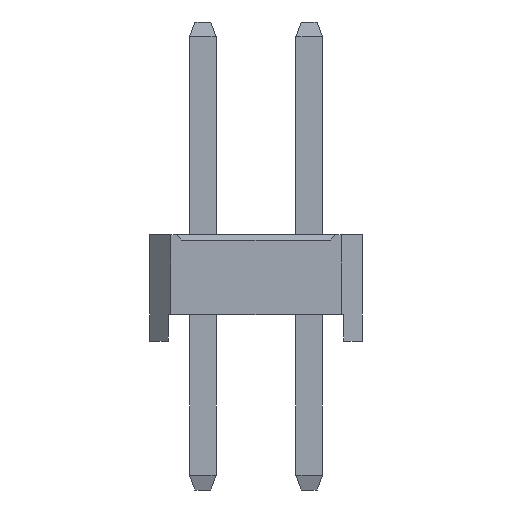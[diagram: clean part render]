
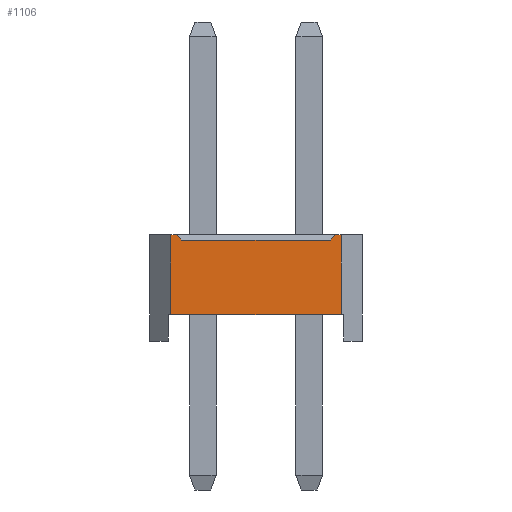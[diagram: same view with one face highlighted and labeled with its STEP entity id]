
A CAD part, left-side view. The second image highlights one B-rep face of the part: STEP entity #1106.
In plain terms, the highlighted planar face has unit normal (-1, 0, 0).
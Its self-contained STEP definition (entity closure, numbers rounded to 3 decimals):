
#1106=ADVANCED_FACE('',(#4604),#4606,.T.);
#4604=FACE_BOUND('',#4605,.T.);
#4605=EDGE_LOOP('',(#7355,#7356,#7357,#7358,#7359,#7360,#7361,#7362));
#4606=PLANE('',#4607);
#4607=AXIS2_PLACEMENT_3D('',#4608,#4609,#4610);
#4608=CARTESIAN_POINT('',(-1.,2.6,0.));
#4609=DIRECTION('',(-1.,0.,0.));
#4610=DIRECTION('',(0.,-1.,0.));
#7355=ORIENTED_EDGE('',*,*,#9058,.F.);
#7356=ORIENTED_EDGE('',*,*,#9059,.T.);
#7357=ORIENTED_EDGE('',*,*,#9060,.F.);
#7358=ORIENTED_EDGE('',*,*,#8701,.F.);
#7359=ORIENTED_EDGE('',*,*,#9061,.F.);
#7360=ORIENTED_EDGE('',*,*,#8564,.T.);
#7361=ORIENTED_EDGE('',*,*,#9057,.T.);
#7362=ORIENTED_EDGE('',*,*,#8705,.F.);
#8564=EDGE_CURVE('',#9535,#9533,#9536,.T.);
#8701=EDGE_CURVE('',#9807,#9809,#9810,.T.);
#8705=EDGE_CURVE('',#9815,#9817,#9818,.T.);
#9057=EDGE_CURVE('',#9533,#9817,#10404,.T.);
#9058=EDGE_CURVE('',#10405,#9815,#10406,.F.);
#9059=EDGE_CURVE('',#10405,#10407,#10408,.T.);
#9060=EDGE_CURVE('',#9809,#10407,#10409,.F.);
#9061=EDGE_CURVE('',#9535,#9807,#10410,.T.);
#9533=VERTEX_POINT('',#11106);
#9535=VERTEX_POINT('',#11110);
#9536=LINE('',#11111,#11112);
#9807=VERTEX_POINT('',#11654);
#9809=VERTEX_POINT('',#11658);
#9810=LINE('',#11659,#11660);
#9815=VERTEX_POINT('',#11670);
#9817=VERTEX_POINT('',#11674);
#9818=LINE('',#11675,#11676);
#10404=LINE('',#12965,#12966);
#10405=VERTEX_POINT('',#12968);
#10406=LINE('',#12969,#12970);
#10407=VERTEX_POINT('',#12972);
#10408=LINE('',#12973,#12974);
#10409=LINE('',#12976,#12977);
#10410=LINE('',#12979,#12980);
#11106=CARTESIAN_POINT('',(-1.,-0.6,0.5));
#11110=CARTESIAN_POINT('',(-1.,2.6,0.5));
#11111=CARTESIAN_POINT('',(-1.,2.6,0.5));
#11112=VECTOR('',#11113,1.);
#11113=DIRECTION('',(0.,-1.,0.));
#11654=CARTESIAN_POINT('',(-1.,2.6,2.));
#11658=CARTESIAN_POINT('',(-1.,2.5,2.));
#11659=CARTESIAN_POINT('',(-1.,2.6,2.));
#11660=VECTOR('',#11661,1.);
#11661=DIRECTION('',(0.,-1.,0.));
#11670=CARTESIAN_POINT('',(-1.,-0.5,2.));
#11674=CARTESIAN_POINT('',(-1.,-0.6,2.));
#11675=CARTESIAN_POINT('',(-1.,-0.5,2.));
#11676=VECTOR('',#11677,1.);
#11677=DIRECTION('',(0.,-1.,0.));
#12965=CARTESIAN_POINT('',(-1.,-0.6,0.5));
#12966=VECTOR('',#12967,1.);
#12967=DIRECTION('',(0.,0.,1.));
#12968=CARTESIAN_POINT('',(-1.,-0.4,1.9));
#12969=CARTESIAN_POINT('',(-1.,-0.5,2.));
#12970=VECTOR('',#12971,1.);
#12971=DIRECTION('',(0.,0.707,-0.707));
#12972=CARTESIAN_POINT('',(-1.,2.4,1.9));
#12973=CARTESIAN_POINT('',(-1.,-0.4,1.9));
#12974=VECTOR('',#12975,1.);
#12975=DIRECTION('',(0.,1.,0.));
#12976=CARTESIAN_POINT('',(-1.,2.4,1.9));
#12977=VECTOR('',#12978,1.);
#12978=DIRECTION('',(0.,0.707,0.707));
#12979=CARTESIAN_POINT('',(-1.,2.6,0.5));
#12980=VECTOR('',#12981,1.);
#12981=DIRECTION('',(0.,0.,1.));
